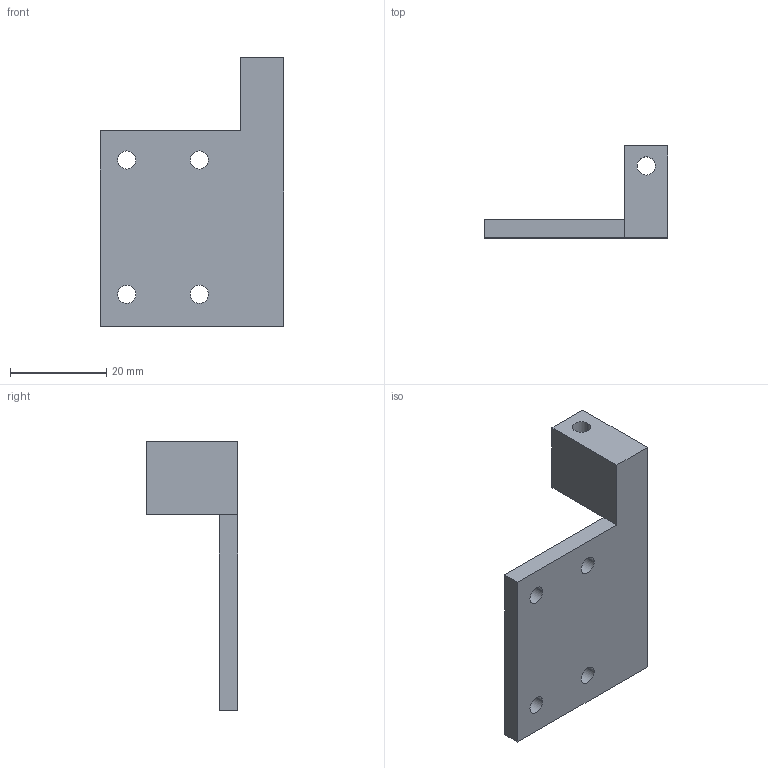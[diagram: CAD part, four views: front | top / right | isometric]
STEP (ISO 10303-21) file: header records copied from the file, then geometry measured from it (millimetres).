
FILE_DESCRIPTION(('CATIA V5 STEP Exchange'),'2;1');
FILE_NAME('Barrett_Bracket_0002.stp','2019-11-28T21:36:01+00:00',('none'),('none'),'CATIA Version 5-6 Release 2016 SP6','CATIA V5 STEP AP203','none');
FILE_SCHEMA(('CONFIG_CONTROL_DESIGN'));
Length unit declared in the file: millimetre
Products named in the file (1): Barrett_Bracket_0002
Bounding box: 38.2 x 19.05 x 55.88 mm (x, y, z)
Volume: 8190.9 mm3; surface area: 5086.6 mm2
Topology: 1 solids, 1 shells, 20 faces, 53 edges, 35 vertices
Faces by surface type: cylinder 10, plane 10
Entity records: 640 total; most frequent: ORIENTED_EDGE 106, CARTESIAN_POINT 103, DIRECTION 81, EDGE_CURVE 53, AXIS2_PLACEMENT_3D 35, VERTEX_POINT 35, VECTOR 33, LINE 33
